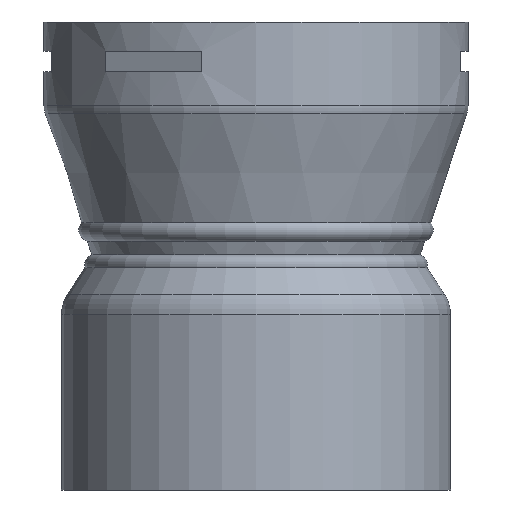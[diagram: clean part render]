
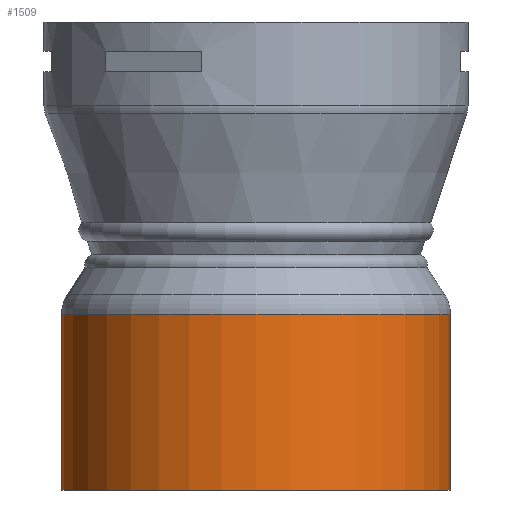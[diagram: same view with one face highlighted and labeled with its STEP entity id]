
A CAD part, front view. The second image highlights one B-rep face of the part: STEP entity #1509.
In plain terms, the highlighted cylindrical face has radius 665 mm (diameter 1330 mm), a full revolution.
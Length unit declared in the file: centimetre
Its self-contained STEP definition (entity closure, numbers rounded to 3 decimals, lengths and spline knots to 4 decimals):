
#18=CYLINDRICAL_SURFACE('',#1657,66.5);
#108=CIRCLE('',#1658,66.5);
#109=CIRCLE('',#1659,66.5);
#110=CIRCLE('',#1660,66.5);
#218=FACE_OUTER_BOUND('',#310,.T.);
#310=EDGE_LOOP('',(#1314,#1315,#1316,#1317,#1318));
#451=LINE('',#2541,#586);
#586=VECTOR('',#2083,66.5);
#711=VERTEX_POINT('',#2536);
#712=VERTEX_POINT('',#2537);
#713=VERTEX_POINT('',#2540);
#915=EDGE_CURVE('',#711,#712,#108,.T.);
#916=EDGE_CURVE('',#712,#711,#109,.T.);
#917=EDGE_CURVE('',#712,#713,#451,.T.);
#918=EDGE_CURVE('',#713,#713,#110,.T.);
#1314=ORIENTED_EDGE('',*,*,#915,.F.);
#1315=ORIENTED_EDGE('',*,*,#916,.F.);
#1316=ORIENTED_EDGE('',*,*,#917,.T.);
#1317=ORIENTED_EDGE('',*,*,#918,.T.);
#1318=ORIENTED_EDGE('',*,*,#917,.F.);
#1509=ADVANCED_FACE('',(#218),#18,.T.);
#1657=AXIS2_PLACEMENT_3D('',#2535,#2077,#2078);
#1658=AXIS2_PLACEMENT_3D('',#2538,#2079,#2080);
#1659=AXIS2_PLACEMENT_3D('',#2539,#2081,#2082);
#1660=AXIS2_PLACEMENT_3D('',#2542,#2084,#2085);
#2077=DIRECTION('center_axis',(0.,0.,1.));
#2078=DIRECTION('ref_axis',(-1.,0.,0.));
#2079=DIRECTION('center_axis',(0.,0.,1.));
#2080=DIRECTION('ref_axis',(1.,0.,0.));
#2081=DIRECTION('center_axis',(0.,0.,1.));
#2082=DIRECTION('ref_axis',(1.,0.,0.));
#2083=DIRECTION('',(0.,0.,-1.));
#2084=DIRECTION('center_axis',(0.,0.,1.));
#2085=DIRECTION('ref_axis',(1.,0.,0.));
#2535=CARTESIAN_POINT('Origin',(0.,0.,30.0126));
#2536=CARTESIAN_POINT('',(0.,66.5,60.0253));
#2537=CARTESIAN_POINT('',(66.5,0.,60.0253));
#2538=CARTESIAN_POINT('Origin',(0.,0.,60.0253));
#2539=CARTESIAN_POINT('Origin',(0.,0.,60.0253));
#2540=CARTESIAN_POINT('',(66.5,0.,0.));
#2541=CARTESIAN_POINT('',(66.5,0.,30.0126));
#2542=CARTESIAN_POINT('Origin',(0.,0.,0.));
